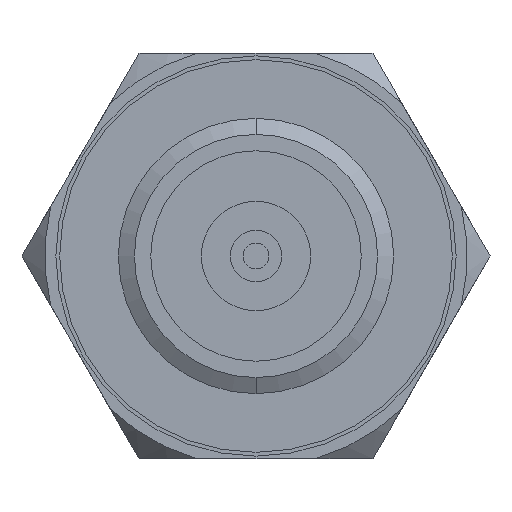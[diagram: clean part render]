
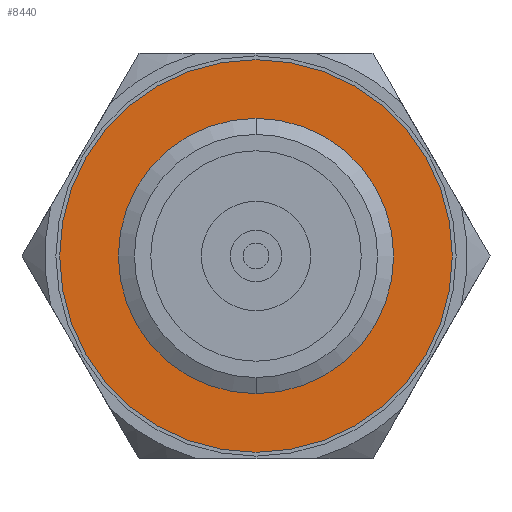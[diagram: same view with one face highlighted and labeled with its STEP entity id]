
A CAD part, front view. The second image highlights one B-rep face of the part: STEP entity #8440.
In plain terms, the highlighted planar face has unit normal (0, -1, 0).
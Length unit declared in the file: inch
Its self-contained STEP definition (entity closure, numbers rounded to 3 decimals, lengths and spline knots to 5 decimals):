
#204 = DIRECTION ( 'NONE',  ( 0., 0., 1. ) ) ;
#395 = AXIS2_PLACEMENT_3D ( 'NONE', #2269, #8459, #1291 ) ;
#421 = CIRCLE ( 'NONE', #1454, 0.18898 ) ;
#524 = VERTEX_POINT ( 'NONE', #7873 ) ;
#564 = CARTESIAN_POINT ( 'NONE',  ( 0., -0.02559, 0. ) ) ;
#574 = EDGE_LOOP ( 'NONE', ( #2324, #6852 ) ) ;
#633 = CARTESIAN_POINT ( 'NONE',  ( 0., -0.02559, 0.18898 ) ) ;
#798 = VERTEX_POINT ( 'NONE', #6195 ) ;
#915 = DIRECTION ( 'NONE',  ( 0., 1., 0. ) ) ;
#1291 = DIRECTION ( 'NONE',  ( 0., 0., 1. ) ) ;
#1454 = AXIS2_PLACEMENT_3D ( 'NONE', #6464, #4491, #3686 ) ;
#1810 = VERTEX_POINT ( 'NONE', #633 ) ;
#2086 = AXIS2_PLACEMENT_3D ( 'NONE', #2279, #915, #204 ) ;
#2269 = CARTESIAN_POINT ( 'NONE',  ( 0., -0.02559, 0. ) ) ;
#2279 = CARTESIAN_POINT ( 'NONE',  ( 0., -0.02559, 0. ) ) ;
#2299 = CARTESIAN_POINT ( 'NONE',  ( 0., -0.02559, 0. ) ) ;
#2324 = ORIENTED_EDGE ( 'NONE', *, *, #2415, .F. ) ;
#2415 = EDGE_CURVE ( 'NONE', #524, #3629, #6124, .T. ) ;
#2713 = EDGE_LOOP ( 'NONE', ( #3902, #6790 ) ) ;
#3629 = VERTEX_POINT ( 'NONE', #6390 ) ;
#3686 = DIRECTION ( 'NONE',  ( 0., 0., 1. ) ) ;
#3902 = ORIENTED_EDGE ( 'NONE', *, *, #5623, .F. ) ;
#4117 = DIRECTION ( 'NONE',  ( 0., -1., 0. ) ) ;
#4176 = CIRCLE ( 'NONE', #395, 0.30512 ) ;
#4398 = DIRECTION ( 'NONE',  ( 0., 1., 0. ) ) ;
#4430 = EDGE_CURVE ( 'NONE', #798, #1810, #6412, .T. ) ;
#4491 = DIRECTION ( 'NONE',  ( 0., -1., 0. ) ) ;
#4641 = FACE_BOUND ( 'NONE', #2713, .T. ) ;
#4874 = DIRECTION ( 'NONE',  ( 0., 0., 1. ) ) ;
#5222 = EDGE_CURVE ( 'NONE', #3629, #524, #4176, .T. ) ;
#5623 = EDGE_CURVE ( 'NONE', #1810, #798, #421, .T. ) ;
#5944 = DIRECTION ( 'NONE',  ( 0., 0., 1. ) ) ;
#6124 = CIRCLE ( 'NONE', #8664, 0.30512 ) ;
#6195 = CARTESIAN_POINT ( 'NONE',  ( 0., -0.02559, -0.18898 ) ) ;
#6390 = CARTESIAN_POINT ( 'NONE',  ( 0., -0.02559, 0.30512 ) ) ;
#6412 = CIRCLE ( 'NONE', #9107, 0.18898 ) ;
#6464 = CARTESIAN_POINT ( 'NONE',  ( 0., -0.02559, 0. ) ) ;
#6708 = FACE_OUTER_BOUND ( 'NONE', #574, .T. ) ;
#6790 = ORIENTED_EDGE ( 'NONE', *, *, #4430, .F. ) ;
#6852 = ORIENTED_EDGE ( 'NONE', *, *, #5222, .F. ) ;
#7873 = CARTESIAN_POINT ( 'NONE',  ( 0., -0.02559, -0.30512 ) ) ;
#8123 = PLANE ( 'NONE',  #2086 ) ;
#8440 = ADVANCED_FACE ( 'NONE', ( #6708, #4641 ), #8123, .F. ) ;
#8459 = DIRECTION ( 'NONE',  ( 0., 1., 0. ) ) ;
#8664 = AXIS2_PLACEMENT_3D ( 'NONE', #2299, #4398, #5944 ) ;
#9107 = AXIS2_PLACEMENT_3D ( 'NONE', #564, #4117, #4874 ) ;
